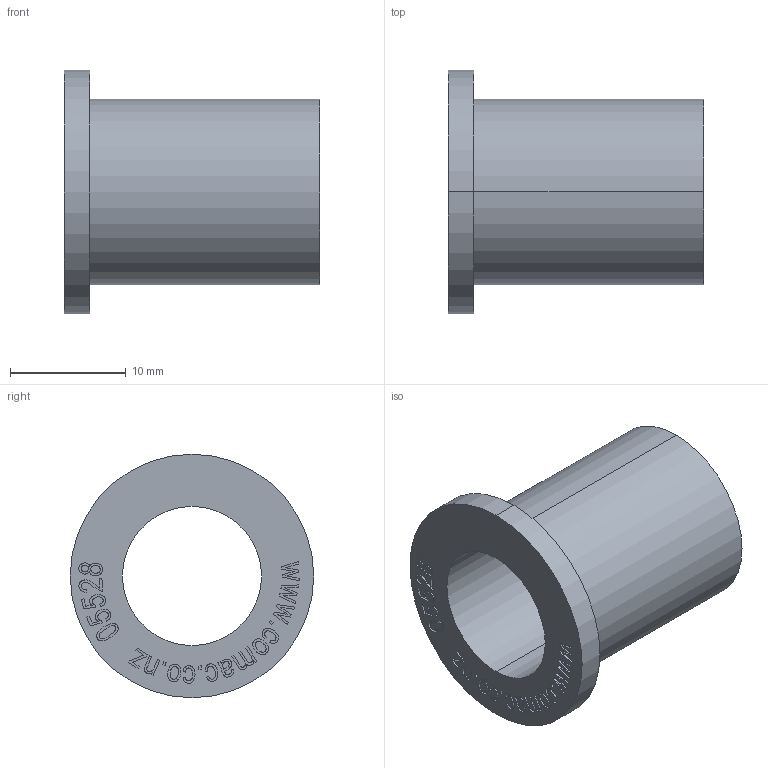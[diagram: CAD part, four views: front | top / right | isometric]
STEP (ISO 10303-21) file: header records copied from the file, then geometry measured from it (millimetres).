
FILE_DESCRIPTION (( 'STEP AP214' ), '1' );
FILE_NAME ('05528-Shouldered Bush Nylon Charcoal 12mm x 16mm.STEP', '2018-12-04T03:55:30', ( '' ), ( '' ), 'SwSTEP 2.0', 'SolidWorks 2018', '' );
FILE_SCHEMA (( 'AUTOMOTIVE_DESIGN' ));
Length unit declared in the file: millimetre
Products named in the file (2): 05528-Shouldered Bush Nylon Charcoal 12mm x 16mm
Bounding box: 22 x 21 x 21 mm (x, y, z)
Volume: 2248.3 mm3; surface area: 2473.3 mm2
Topology: 1 solids, 1 shells, 278 faces, 747 edges, 498 vertices
Faces by surface type: plane 154, bspline 118, cylinder 6
Entity records: 15276 total; most frequent: CARTESIAN_POINT 9051, ORIENTED_EDGE 1494, DIRECTION 847, EDGE_CURVE 747, LINE 499, VECTOR 499, VERTEX_POINT 498, EDGE_LOOP 307
